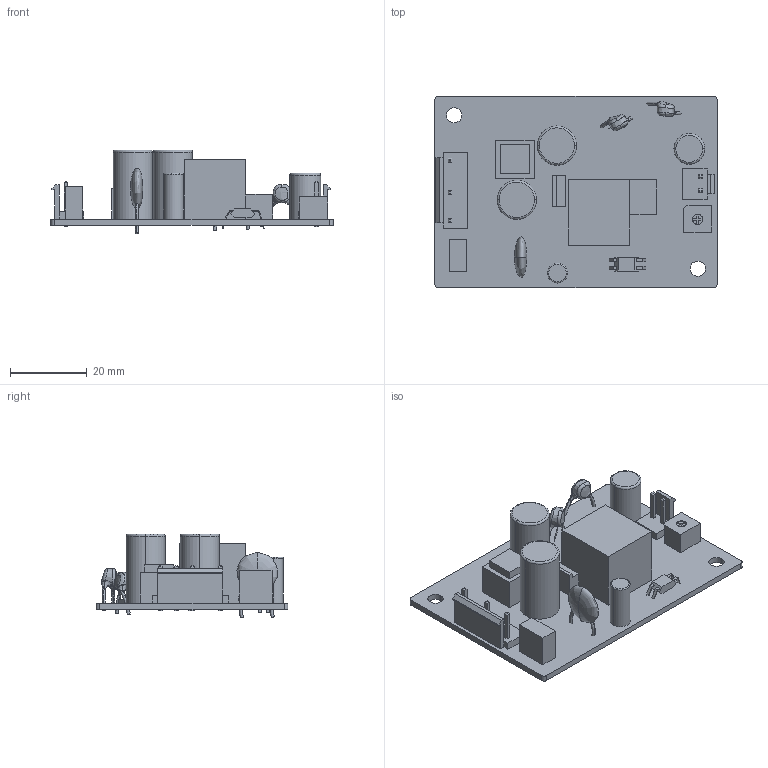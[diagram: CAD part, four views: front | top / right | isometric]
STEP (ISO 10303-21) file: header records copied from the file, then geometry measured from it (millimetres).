
FILE_DESCRIPTION((''),'2;1');
FILE_NAME('UXOWT3010_ASM','2024-07-08T',('410022'),(''),'PRO/ENGINEER BY PARAMETRIC TECHNOLOGY CORPORATION, 2010280','PRO/ENGINEER BY PARAMETRIC TECHNOLOGY CORPORATION, 2010280','');
FILE_SCHEMA(('CONFIG_CONTROL_DESIGN'));
Length unit declared in the file: millimetre
Products named in the file (7): UXOWT3010-2; C-2; 123; CY2_; 8888; U__; UXOWT3010_ASM
Assembly tree (7 placements, depth 2):
  UXOWT3010_ASM
    UXOWT3010-2
    C-2
    123
    CY2_  x2
    8888
    U__
Bounding box: 73.5 x 50 x 21.83 mm (x, y, z)
Volume: 16951.5 mm3; surface area: 13116 mm2
Topology: 7 solids, 8 shells, 291 faces, 698 edges, 446 vertices
Faces by surface type: plane 211, bspline 48, cylinder 18, torus 8, extrusion 4, revolution 2
Entity records: 13742 total; most frequent: CARTESIAN_POINT 7547, ORIENTED_EDGE 1264, DIRECTION 1158, EDGE_CURVE 634, VECTOR 510, LINE 508, VERTEX_POINT 410, AXIS2_PLACEMENT_3D 323
